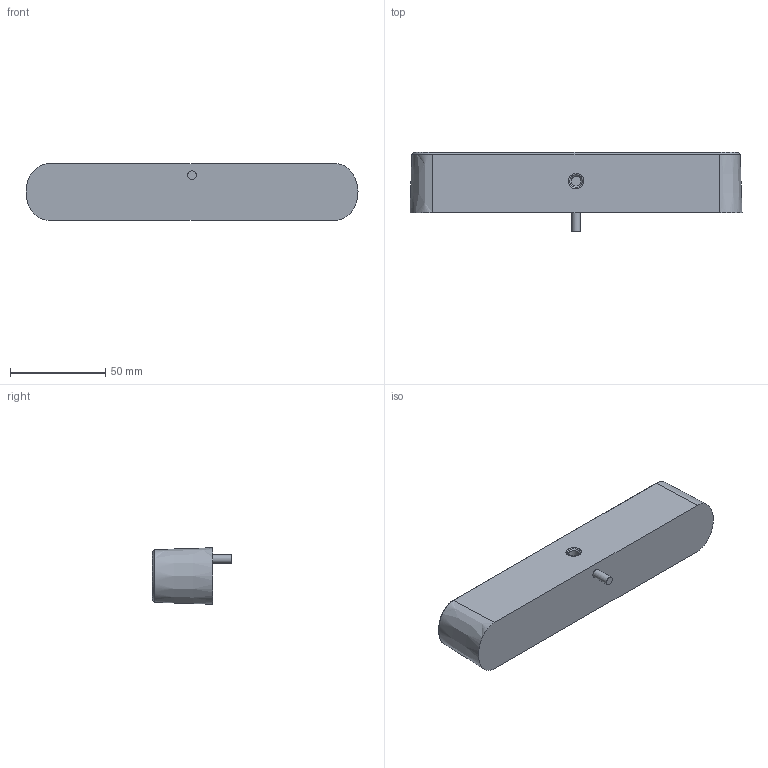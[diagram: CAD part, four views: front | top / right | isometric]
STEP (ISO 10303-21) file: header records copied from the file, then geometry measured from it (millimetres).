
FILE_DESCRIPTION(/* description */ (''),/* implementation_level */ '2;1');
FILE_NAME(/* name */ 'ZED.step',/* time_stamp */ '2019-06-14T18:47:12+02:00',/* author */ (''),/* organization */ (''),/* preprocessor_version */ 'ST-DEVELOPER v18',/* originating_system */ 'Autodesk Translation Framework v8.2.0.1029',/* authorisation */ '');
FILE_SCHEMA (('AUTOMOTIVE_DESIGN { 1 0 10303 214 3 1 1 }'));
Length unit declared in the file: millimetre
Products named in the file (1): ZED Hull
Bounding box: 174.73 x 41.6 x 29.73 mm (x, y, z)
Volume: 152555.9 mm3; surface area: 21964.6 mm2
Topology: 1 solids, 1 shells, 27 faces, 52 edges, 33 vertices
Faces by surface type: plane 14, bspline 8, cylinder 5
Full cylindrical faces by diameter (mm): 2.478 x1, 4.5 x1, 5.312 x1, 15.65 x2
Entity records: 2519 total; most frequent: CARTESIAN_POINT 1970, ORIENTED_EDGE 106, DIRECTION 88, EDGE_CURVE 53, VERTEX_POINT 34, EDGE_LOOP 33, AXIS2_PLACEMENT_3D 30, LINE 28
